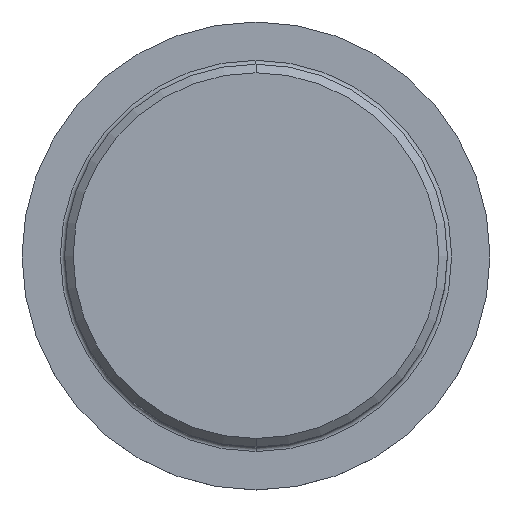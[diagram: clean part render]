
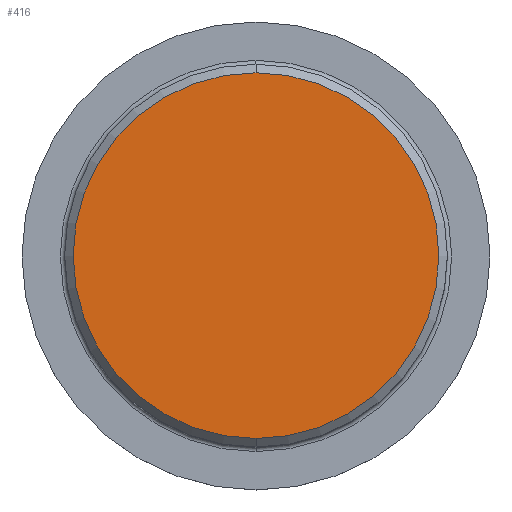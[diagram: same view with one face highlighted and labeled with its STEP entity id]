
A CAD part, top view. The second image highlights one B-rep face of the part: STEP entity #416.
In plain terms, the highlighted planar face has unit normal (0, 0, 1).
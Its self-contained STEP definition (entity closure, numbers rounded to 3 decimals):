
#128=CARTESIAN_POINT('',(0.,0.,0.));
#129=DIRECTION('',(0.,0.,1.));
#130=DIRECTION('',(0.,-1.,0.));
#131=AXIS2_PLACEMENT_3D('',#128,#129,#130);
#133=CARTESIAN_POINT('',(0.,0.,0.));
#134=DIRECTION('',(0.,0.,1.));
#135=DIRECTION('',(0.,1.,0.));
#136=AXIS2_PLACEMENT_3D('',#133,#134,#135);
#189=CARTESIAN_POINT('',(0.,-21.494,0.));
#190=CARTESIAN_POINT('',(0.,21.494,0.));
#191=VERTEX_POINT('',#189);
#192=VERTEX_POINT('',#190);
#406=CARTESIAN_POINT('',(0.,0.,0.));
#407=DIRECTION('',(0.,0.,1.));
#408=DIRECTION('',(0.,1.,0.));
#409=AXIS2_PLACEMENT_3D('',#406,#407,#408);
#410=PLANE('',#409);
#411=ORIENTED_EDGE('',*,*,#396,.F.);
#413=ORIENTED_EDGE('',*,*,#412,.F.);
#414=EDGE_LOOP('',(#411,#413));
#415=FACE_OUTER_BOUND('',#414,.F.);
#416=ADVANCED_FACE('',(#415),#410,.T.);
#132=CIRCLE('',#131,21.494);
#137=CIRCLE('',#136,21.494);
#396=EDGE_CURVE('',#191,#192,#132,.T.);
#412=EDGE_CURVE('',#192,#191,#137,.T.);
